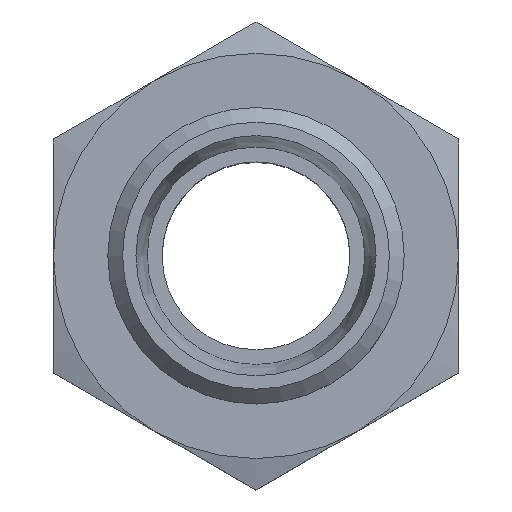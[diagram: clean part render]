
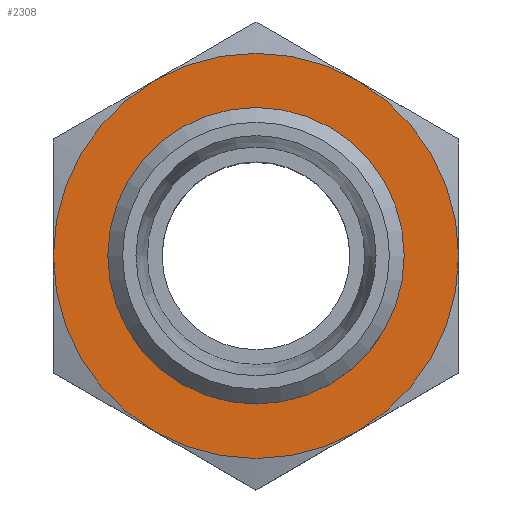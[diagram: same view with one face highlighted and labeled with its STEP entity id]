
A CAD part, top view. The second image highlights one B-rep face of the part: STEP entity #2308.
In plain terms, the highlighted planar face has unit normal (0, 0, 1).
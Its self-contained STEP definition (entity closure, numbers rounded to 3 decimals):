
#1680=CARTESIAN_POINT('',(20.5,0.,29.));
#1681=VERTEX_POINT('',#1680);
#1753=CARTESIAN_POINT('',(10.25,17.754,29.));
#1754=VERTEX_POINT('',#1753);
#1800=CARTESIAN_POINT('',(-10.25,17.754,29.));
#1801=VERTEX_POINT('',#1800);
#1847=CARTESIAN_POINT('',(-20.5,0.,29.));
#1848=VERTEX_POINT('',#1847);
#1929=CARTESIAN_POINT('',(-10.25,-17.754,29.));
#1930=VERTEX_POINT('',#1929);
#1969=CARTESIAN_POINT('',(10.25,-17.754,29.));
#1970=VERTEX_POINT('',#1969);
#2049=CARTESIAN_POINT('',(0.,0.,29.));
#2050=DIRECTION('',(0.0,0.0,1.0));
#2051=DIRECTION('',(-1.0,0.0,0.0));
#2052=AXIS2_PLACEMENT_3D('',#2049,#2050,#2051);
#2053=CIRCLE('',#2052,20.5);
#2054=EDGE_CURVE('',#1970,#1681,#2053,.T.);
#2066=CARTESIAN_POINT('',(0.,0.,29.));
#2067=DIRECTION('',(0.0,0.0,1.0));
#2068=DIRECTION('',(-1.0,0.0,0.0));
#2069=AXIS2_PLACEMENT_3D('',#2066,#2067,#2068);
#2070=CIRCLE('',#2069,20.5);
#2071=EDGE_CURVE('',#1930,#1970,#2070,.T.);
#2083=CARTESIAN_POINT('',(0.,0.,29.));
#2084=DIRECTION('',(0.0,0.0,1.0));
#2085=DIRECTION('',(-1.0,0.0,0.0));
#2086=AXIS2_PLACEMENT_3D('',#2083,#2084,#2085);
#2087=CIRCLE('',#2086,20.5);
#2088=EDGE_CURVE('',#1848,#1930,#2087,.T.);
#2099=CARTESIAN_POINT('',(0.,0.,29.));
#2100=DIRECTION('',(0.0,0.0,1.0));
#2101=DIRECTION('',(-1.0,0.0,0.0));
#2102=AXIS2_PLACEMENT_3D('',#2099,#2100,#2101);
#2103=CIRCLE('',#2102,20.5);
#2104=EDGE_CURVE('',#1801,#1848,#2103,.T.);
#2116=CARTESIAN_POINT('',(0.,0.,29.));
#2117=DIRECTION('',(0.0,0.0,1.0));
#2118=DIRECTION('',(-1.0,0.0,0.0));
#2119=AXIS2_PLACEMENT_3D('',#2116,#2117,#2118);
#2120=CIRCLE('',#2119,20.5);
#2121=EDGE_CURVE('',#1754,#1801,#2120,.T.);
#2133=CARTESIAN_POINT('',(0.,0.,29.));
#2134=DIRECTION('',(0.0,0.0,1.0));
#2135=DIRECTION('',(-1.0,0.0,0.0));
#2136=AXIS2_PLACEMENT_3D('',#2133,#2134,#2135);
#2137=CIRCLE('',#2136,20.5);
#2138=EDGE_CURVE('',#1681,#1754,#2137,.T.);
#2277=CARTESIAN_POINT('',(14.7,0.,29.));
#2278=VERTEX_POINT('',#2277);
#2279=CARTESIAN_POINT('',(0.,0.,29.));
#2280=DIRECTION('',(0.0,0.0,1.0));
#2281=DIRECTION('',(-1.0,0.0,0.0));
#2282=AXIS2_PLACEMENT_3D('',#2279,#2280,#2281);
#2283=CIRCLE('',#2282,14.7);
#2284=EDGE_CURVE('',#2278,#2278,#2283,.T.);
#2292=CARTESIAN_POINT('',(0.,0.,29.));
#2293=DIRECTION('',(0.0,0.0,1.0));
#2294=DIRECTION('',(1.0,0.0,0.0));
#2295=AXIS2_PLACEMENT_3D('',#2292,#2293,#2294);
#2296=PLANE('',#2295);
#2297=ORIENTED_EDGE('',*,*,#2138,.T.);
#2298=ORIENTED_EDGE('',*,*,#2121,.T.);
#2299=ORIENTED_EDGE('',*,*,#2104,.T.);
#2300=ORIENTED_EDGE('',*,*,#2088,.T.);
#2301=ORIENTED_EDGE('',*,*,#2071,.T.);
#2302=ORIENTED_EDGE('',*,*,#2054,.T.);
#2303=EDGE_LOOP('',(#2297,#2298,#2299,#2300,#2301,#2302));
#2304=FACE_OUTER_BOUND('',#2303,.T.);
#2305=ORIENTED_EDGE('',*,*,#2284,.F.);
#2306=EDGE_LOOP('',(#2305));
#2307=FACE_BOUND('',#2306,.T.);
#2308=ADVANCED_FACE('',(#2304,#2307),#2296,.T.);
